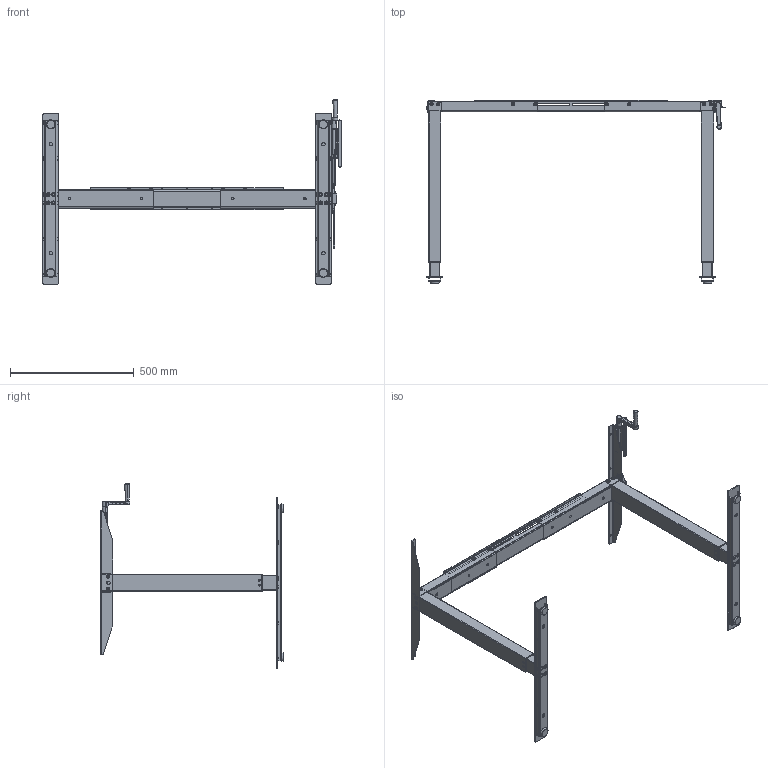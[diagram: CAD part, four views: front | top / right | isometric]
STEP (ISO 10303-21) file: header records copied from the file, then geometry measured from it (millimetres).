
FILE_DESCRIPTION (( 'STEP AP203' ), '1' );
FILE_NAME ('5502xxx_Solo C 2.0 Flex 2b vev.STEP', '2018-11-08T11:35:59', ( '' ), ( '' ), 'SwSTEP 2.0', 'SolidWorks 2015', '' );
FILE_SCHEMA (( 'CONFIG_CONTROL_DESIGN' ));
Products named in the file (1): 5502xxx_Solo C 2.0 Flex 2b vev
Bounding box: 1204.4 x 741 x 744.45 mm (x, y, z)
Surface area: 1453490.9 mm2 (no closed solid volume)
Topology: 0 solids, 152 shells, 1004 faces, 3840 edges, 2859 vertices
Faces by surface type: plane 424, cylinder 361, cone 86, bspline 67, torus 65, sphere 1
Entity records: 45916 total; most frequent: CARTESIAN_POINT 14715, DIRECTION 6485, ORIENTED_EDGE 5573, EDGE_CURVE 3821, VERTEX_POINT 2859, AXIS2_PLACEMENT_3D 2334, VECTOR 1817, LINE 1817
